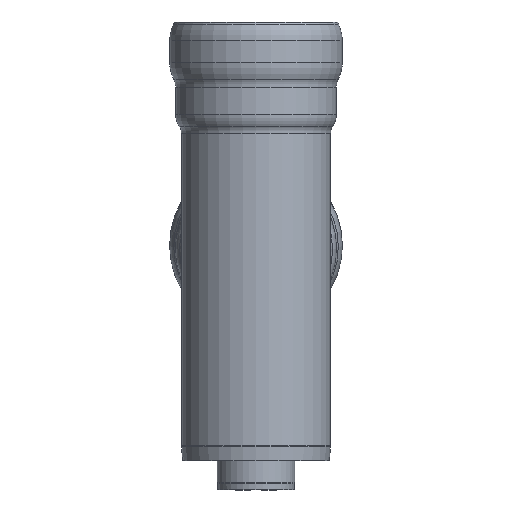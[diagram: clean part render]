
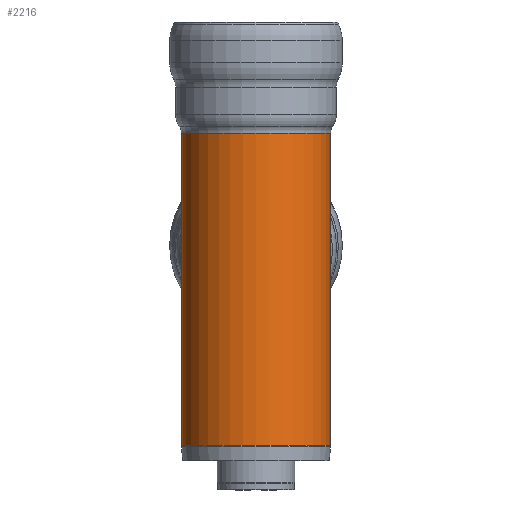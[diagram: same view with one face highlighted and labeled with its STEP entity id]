
A CAD part, left-side view. The second image highlights one B-rep face of the part: STEP entity #2216.
In plain terms, the highlighted cylindrical face has radius 510 mm (diameter 1020 mm), a full revolution.
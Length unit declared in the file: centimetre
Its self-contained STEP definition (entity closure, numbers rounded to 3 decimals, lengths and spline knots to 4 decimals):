
#111=CYLINDRICAL_SURFACE('',#2559,51.);
#255=CIRCLE('',#2488,51.);
#256=CIRCLE('',#2489,51.);
#267=CIRCLE('',#2505,51.);
#268=CIRCLE('',#2506,51.);
#497=FACE_OUTER_BOUND('',#630,.T.);
#630=EDGE_LOOP('',(#1910,#1911,#1912,#1913,#1914,#1915,#1916,#1917,#1918,
#1919,#1920,#1921));
#727=LINE('',#4229,#797);
#728=LINE('',#4230,#798);
#797=VECTOR('',#3287,51.);
#798=VECTOR('',#3288,51.);
#842=ELLIPSE('',#2477,74.0897,51.);
#843=ELLIPSE('',#2478,74.0897,51.);
#846=ELLIPSE('',#2482,70.3085,51.);
#847=ELLIPSE('',#2483,70.3085,51.);
#967=VERTEX_POINT('',#4088);
#968=VERTEX_POINT('',#4090);
#969=VERTEX_POINT('',#4092);
#972=VERTEX_POINT('',#4100);
#975=VERTEX_POINT('',#4108);
#976=VERTEX_POINT('',#4110);
#984=VERTEX_POINT('',#4137);
#985=VERTEX_POINT('',#4139);
#1255=EDGE_CURVE('',#968,#967,#842,.T.);
#1256=EDGE_CURVE('',#969,#968,#843,.T.);
#1260=EDGE_CURVE('',#972,#969,#846,.T.);
#1261=EDGE_CURVE('',#967,#972,#847,.T.);
#1265=EDGE_CURVE('',#975,#976,#255,.T.);
#1266=EDGE_CURVE('',#976,#975,#256,.T.);
#1280=EDGE_CURVE('',#985,#984,#267,.T.);
#1281=EDGE_CURVE('',#984,#985,#268,.T.);
#1325=EDGE_CURVE('',#976,#972,#727,.T.);
#1326=EDGE_CURVE('',#968,#985,#728,.T.);
#1910=ORIENTED_EDGE('',*,*,#1265,.F.);
#1911=ORIENTED_EDGE('',*,*,#1266,.F.);
#1912=ORIENTED_EDGE('',*,*,#1325,.T.);
#1913=ORIENTED_EDGE('',*,*,#1260,.T.);
#1914=ORIENTED_EDGE('',*,*,#1256,.T.);
#1915=ORIENTED_EDGE('',*,*,#1326,.T.);
#1916=ORIENTED_EDGE('',*,*,#1280,.T.);
#1917=ORIENTED_EDGE('',*,*,#1281,.T.);
#1918=ORIENTED_EDGE('',*,*,#1326,.F.);
#1919=ORIENTED_EDGE('',*,*,#1255,.T.);
#1920=ORIENTED_EDGE('',*,*,#1261,.T.);
#1921=ORIENTED_EDGE('',*,*,#1325,.F.);
#2216=ADVANCED_FACE('',(#497),#111,.T.);
#2477=AXIS2_PLACEMENT_3D('',#4091,#3110,#3111);
#2478=AXIS2_PLACEMENT_3D('',#4093,#3112,#3113);
#2482=AXIS2_PLACEMENT_3D('',#4101,#3121,#3122);
#2483=AXIS2_PLACEMENT_3D('',#4102,#3123,#3124);
#2488=AXIS2_PLACEMENT_3D('',#4111,#3133,#3134);
#2489=AXIS2_PLACEMENT_3D('',#4112,#3135,#3136);
#2505=AXIS2_PLACEMENT_3D('',#4140,#3170,#3171);
#2506=AXIS2_PLACEMENT_3D('',#4141,#3172,#3173);
#2559=AXIS2_PLACEMENT_3D('',#4228,#3285,#3286);
#3110=DIRECTION('center_axis',(-0.725,0.,0.688));
#3111=DIRECTION('ref_axis',(-0.688,0.,-0.725));
#3112=DIRECTION('center_axis',(-0.725,0.,0.688));
#3113=DIRECTION('ref_axis',(-0.688,0.,-0.725));
#3121=DIRECTION('center_axis',(-0.688,0.,
-0.725));
#3122=DIRECTION('ref_axis',(-0.725,0.,0.688));
#3123=DIRECTION('center_axis',(-0.688,0.,
-0.725));
#3124=DIRECTION('ref_axis',(-0.725,0.,0.688));
#3133=DIRECTION('center_axis',(0.,0.,-1.));
#3134=DIRECTION('ref_axis',(1.,0.,0.));
#3135=DIRECTION('center_axis',(0.,0.,-1.));
#3136=DIRECTION('ref_axis',(1.,0.,0.));
#3170=DIRECTION('center_axis',(0.,0.,-1.));
#3171=DIRECTION('ref_axis',(1.,0.,0.));
#3172=DIRECTION('center_axis',(0.,0.,-1.));
#3173=DIRECTION('ref_axis',(1.,0.,0.));
#3285=DIRECTION('center_axis',(0.,0.,-1.));
#3286=DIRECTION('ref_axis',(-1.,0.,0.));
#3287=DIRECTION('',(0.,0.,1.));
#3288=DIRECTION('',(0.,0.,1.));
#4088=CARTESIAN_POINT('',(80.9177,489.9163,-10.));
#4090=CARTESIAN_POINT('',(131.9177,438.9163,43.7428));
#4091=CARTESIAN_POINT('Origin',(80.9177,438.9163,-10.));
#4092=CARTESIAN_POINT('',(80.9177,387.9163,-10.));
#4093=CARTESIAN_POINT('Origin',(80.9177,438.9163,-10.));
#4100=CARTESIAN_POINT('',(131.9177,438.9163,-58.3972));
#4101=CARTESIAN_POINT('Origin',(80.9177,438.9163,-10.));
#4102=CARTESIAN_POINT('Origin',(80.9177,438.9163,-10.));
#4108=CARTESIAN_POINT('',(80.9177,387.9163,-139.4761));
#4110=CARTESIAN_POINT('',(131.9177,438.9163,-139.4761));
#4111=CARTESIAN_POINT('Origin',(80.9177,438.9163,-139.4761));
#4112=CARTESIAN_POINT('Origin',(80.9177,438.9163,-139.4761));
#4137=CARTESIAN_POINT('',(80.9177,387.9163,73.966));
#4139=CARTESIAN_POINT('',(131.9177,438.9163,73.966));
#4140=CARTESIAN_POINT('Origin',(80.9177,438.9163,73.966));
#4141=CARTESIAN_POINT('Origin',(80.9177,438.9163,73.966));
#4228=CARTESIAN_POINT('Origin',(80.9177,438.9163,-154.738));
#4229=CARTESIAN_POINT('',(131.9177,438.9163,-154.738));
#4230=CARTESIAN_POINT('',(131.9177,438.9163,-154.738));
